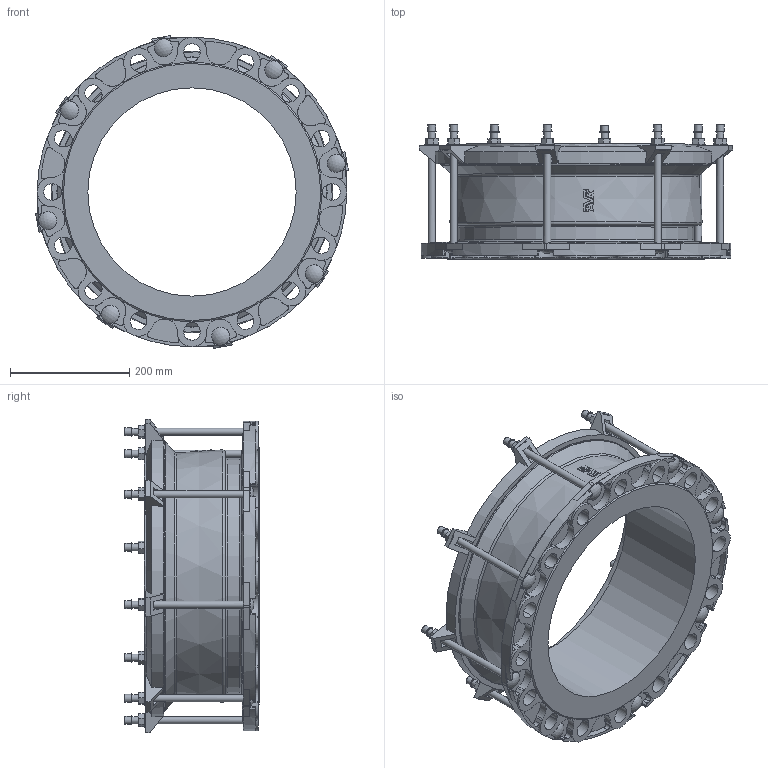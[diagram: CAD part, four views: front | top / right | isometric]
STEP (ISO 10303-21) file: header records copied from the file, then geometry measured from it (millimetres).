
FILE_DESCRIPTION (( 'STEP AP214' ), '1' );
FILE_NAME ('O_603_A_DN350_384-410mm_STEP.STEP', '2015-06-25T02:39:13', ( '' ), ( '' ), 'SwSTEP 2.0', 'SolidWorks 2012', '' );
FILE_SCHEMA (( 'AUTOMOTIVE_DESIGN' ));
Length unit declared in the file: millimetre
Products named in the file (1): O_603_A_DN350_384-410mm_STEP
Bounding box: 526.06 x 226 x 526.06 mm (x, y, z)
Volume: 9365730.7 mm3; surface area: 950454.5 mm2
Topology: 1 solids, 1 shells, 662 faces, 1847 edges, 1186 vertices
Faces by surface type: plane 337, cylinder 269, cone 40, sphere 8, torus 6, bspline 2
Full cylindrical faces by diameter (mm): 12 x16, 13 x8, 16 x8, 24 x8, 30 x8, 350 x1, 396 x1, 410 x1, 423 x1, 454 x1
Entity records: 27254 total; most frequent: CARTESIAN_POINT 6750, DIRECTION 3613, ORIENTED_EDGE 3508, EDGE_CURVE 1754, AXIS2_PLACEMENT_3D 1392, VERTEX_POINT 1157, EDGE_LOOP 839, LINE 829
